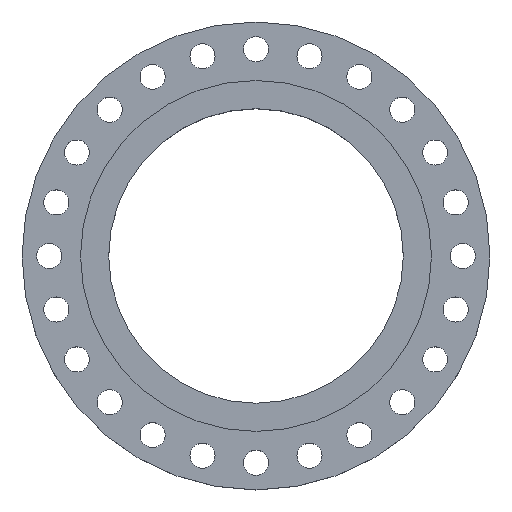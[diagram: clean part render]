
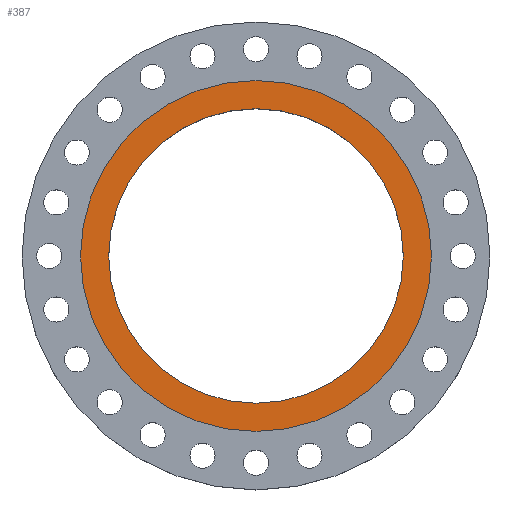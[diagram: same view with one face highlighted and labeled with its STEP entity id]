
A CAD part, top view. The second image highlights one B-rep face of the part: STEP entity #387.
In plain terms, the highlighted planar face has unit normal (0, 0, 1).
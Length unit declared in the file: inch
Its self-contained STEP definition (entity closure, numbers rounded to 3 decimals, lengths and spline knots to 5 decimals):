
#10 = FACE_BOUND ( 'NONE', #385, .T. ) ;
#75 = DIRECTION ( 'NONE',  ( 1., 0., 0. ) ) ;
#80 = VERTEX_POINT ( 'NONE', #1472 ) ;
#146 = CIRCLE ( 'NONE', #2107, 8.8125 ) ;
#174 = CARTESIAN_POINT ( 'NONE',  ( 10.5, 0., 0. ) ) ;
#191 = EDGE_CURVE ( 'NONE', #450, #1098, #146, .T. ) ;
#192 = DIRECTION ( 'NONE',  ( 0., 0., 1. ) ) ;
#232 = EDGE_LOOP ( 'NONE', ( #493, #855 ) ) ;
#246 = DIRECTION ( 'NONE',  ( 0., 0., 1. ) ) ;
#314 = EDGE_CURVE ( 'NONE', #80, #1369, #2333, .T. ) ;
#362 = CIRCLE ( 'NONE', #2026, 10.5 ) ;
#385 = EDGE_LOOP ( 'NONE', ( #2111, #2324 ) ) ;
#387 = ADVANCED_FACE ( 'NONE', ( #10, #541 ), #487, .F. ) ;
#388 = DIRECTION ( 'NONE',  ( 1., 0., 0. ) ) ;
#391 = CARTESIAN_POINT ( 'NONE',  ( 0., 0., 0. ) ) ;
#450 = VERTEX_POINT ( 'NONE', #1916 ) ;
#487 = PLANE ( 'NONE',  #1795 ) ;
#493 = ORIENTED_EDGE ( 'NONE', *, *, #2001, .T. ) ;
#541 = FACE_OUTER_BOUND ( 'NONE', #232, .T. ) ;
#729 = CARTESIAN_POINT ( 'NONE',  ( 0., 0., 0. ) ) ;
#743 = DIRECTION ( 'NONE',  ( 0., 0., 1. ) ) ;
#855 = ORIENTED_EDGE ( 'NONE', *, *, #314, .T. ) ;
#946 = DIRECTION ( 'NONE',  ( 0., 0., 1. ) ) ;
#980 = CIRCLE ( 'NONE', #1597, 8.8125 ) ;
#1098 = VERTEX_POINT ( 'NONE', #1969 ) ;
#1199 = CARTESIAN_POINT ( 'NONE',  ( 0., 8.8125, 0. ) ) ;
#1217 = AXIS2_PLACEMENT_3D ( 'NONE', #391, #743, #1459 ) ;
#1369 = VERTEX_POINT ( 'NONE', #174 ) ;
#1459 = DIRECTION ( 'NONE',  ( 1., 0., 0. ) ) ;
#1472 = CARTESIAN_POINT ( 'NONE',  ( -10.5, 0., 0. ) ) ;
#1597 = AXIS2_PLACEMENT_3D ( 'NONE', #2093, #246, #75 ) ;
#1677 = EDGE_CURVE ( 'NONE', #1098, #450, #980, .T. ) ;
#1696 = DIRECTION ( 'NONE',  ( 1., 0., 0. ) ) ;
#1705 = CARTESIAN_POINT ( 'NONE',  ( 0., 0., 0. ) ) ;
#1795 = AXIS2_PLACEMENT_3D ( 'NONE', #1199, #2097, #2267 ) ;
#1916 = CARTESIAN_POINT ( 'NONE',  ( -8.8125, 0., 0. ) ) ;
#1969 = CARTESIAN_POINT ( 'NONE',  ( 8.8125, 0., 0. ) ) ;
#2001 = EDGE_CURVE ( 'NONE', #1369, #80, #362, .T. ) ;
#2026 = AXIS2_PLACEMENT_3D ( 'NONE', #729, #192, #388 ) ;
#2093 = CARTESIAN_POINT ( 'NONE',  ( 0., 0., 0. ) ) ;
#2097 = DIRECTION ( 'NONE',  ( 0., 0., -1. ) ) ;
#2107 = AXIS2_PLACEMENT_3D ( 'NONE', #1705, #946, #1696 ) ;
#2111 = ORIENTED_EDGE ( 'NONE', *, *, #1677, .F. ) ;
#2267 = DIRECTION ( 'NONE',  ( -1., 0., 0. ) ) ;
#2324 = ORIENTED_EDGE ( 'NONE', *, *, #191, .F. ) ;
#2333 = CIRCLE ( 'NONE', #1217, 10.5 ) ;
